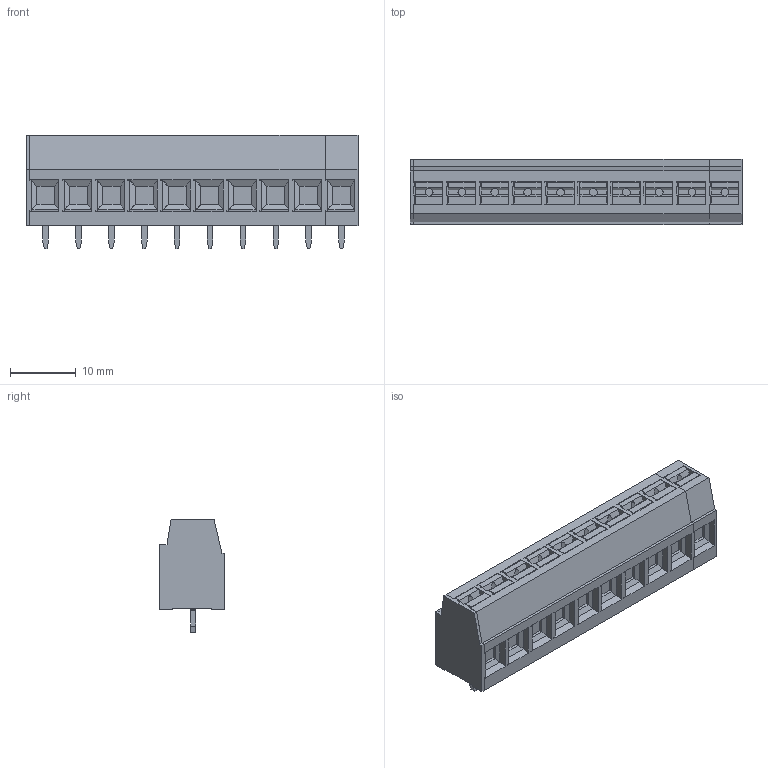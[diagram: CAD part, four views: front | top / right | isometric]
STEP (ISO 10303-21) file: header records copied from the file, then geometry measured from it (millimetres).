
FILE_DESCRIPTION(('CATIA V5 STEP Exchange','CAx-IF Rec.Pracs.--- Model Styling and Organization---1.4--- 2014-01-23'),'2;1');
FILE_NAME ('D1528645_0_2786620000_2786620000.stp','2022-04-26T09:52:02+00:00',('none'),('Weidmueller'),'CATIA Version 5-6 Release 2016 SP3 HF44','CATIA V5 STEP AP214','none');
FILE_SCHEMA(('AUTOMOTIVE_DESIGN { 1 0 10303 214 1 1 1 1 }'));
Length unit declared in the file: millimetre
Products named in the file (1): 2786620000
Bounding box: 50.5 x 10 x 17.3 mm (x, y, z)
Volume: 5982.4 mm3; surface area: 4391.9 mm2
Topology: 23 solids, 44 shells, 1076 faces, 2936 edges, 1968 vertices
Faces by surface type: plane 995, cylinder 69, cone 12
Entity records: 31789 total; most frequent: CARTESIAN_POINT 6865, ORIENTED_EDGE 5872, DIRECTION 3877, EDGE_CURVE 2936, VECTOR 2631, LINE 2631, VERTEX_POINT 1968, EDGE_LOOP 1116
